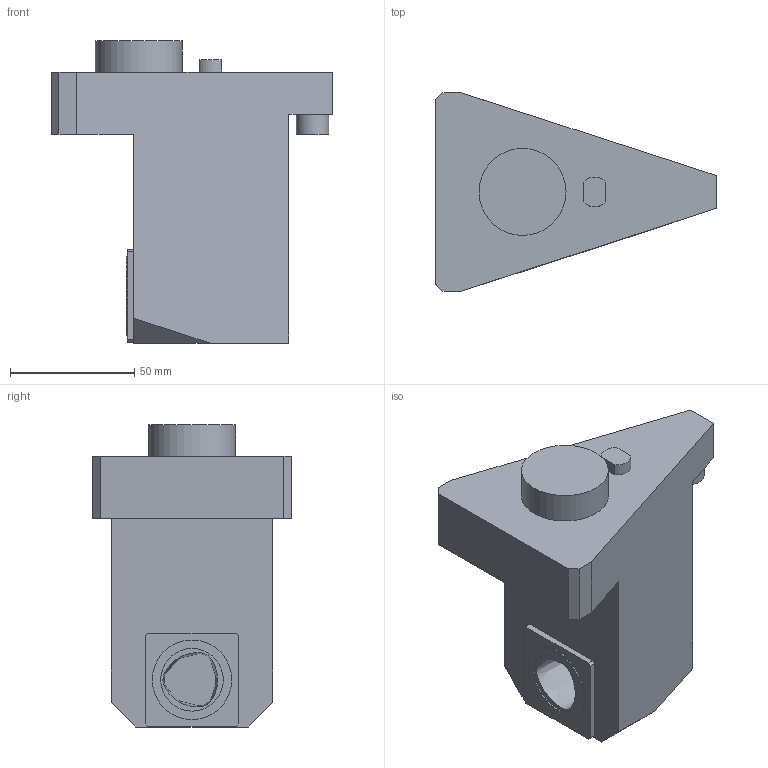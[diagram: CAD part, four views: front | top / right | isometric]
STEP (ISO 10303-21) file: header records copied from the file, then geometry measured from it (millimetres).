
FILE_DESCRIPTION(/* description */ (''),/* implementation_level */ '2;1');
FILE_NAME(/* name */ '1528969447795.stp',/* time_stamp */ '2018-06-14T11:44:13+02:00',/* author */ (''),/* organization */ ('SMS'),/* preprocessor_version */ 'ST-DEVELOPER v15',/* originating_system */ 'SIEMENS PLM Software NX 8.5',/* authorisation */ '');
FILE_SCHEMA (('AUTOMOTIVE_DESIGN { 1 0 10303 214 3 1 1 1 }'));
Length unit declared in the file: millimetre
Products named in the file (1): 200834766mod000_01
Bounding box: 113 x 80 x 121.5 mm (x, y, z)
Volume: 381820.9 mm3; surface area: 40968.6 mm2
Topology: 1 solids, 1 shells, 42 faces, 104 edges, 72 vertices
Faces by surface type: plane 34, cylinder 7, bspline 1
Full cylindrical faces by diameter (mm): 2 x1, 13 x1, 25.2 x1, 32 x1, 35 x1
Entity records: 1436 total; most frequent: CARTESIAN_POINT 425, ORIENTED_EDGE 190, DIRECTION 190, EDGE_CURVE 95, LINE 74, VECTOR 74, VERTEX_POINT 69, AXIS2_PLACEMENT_3D 58
